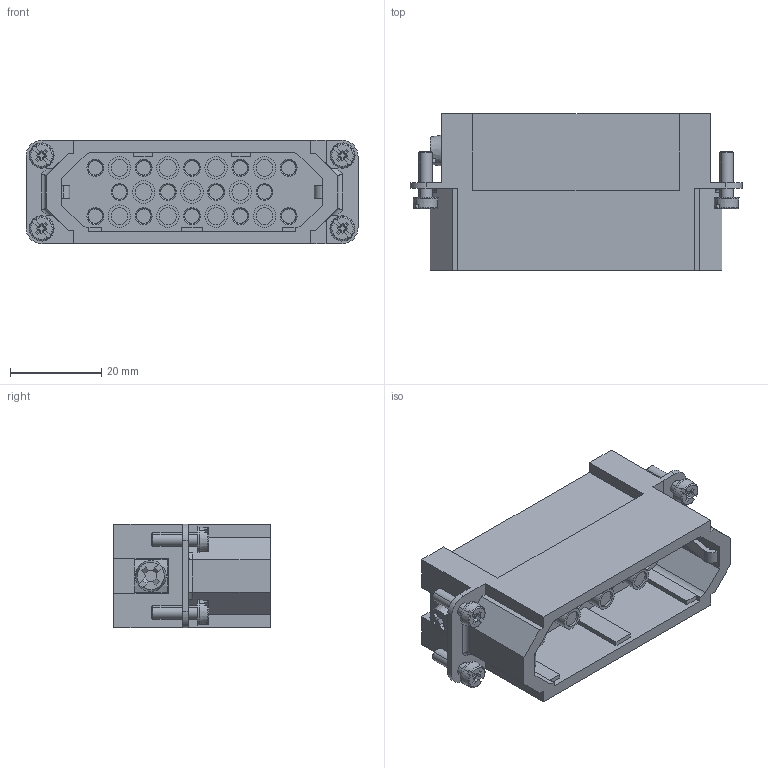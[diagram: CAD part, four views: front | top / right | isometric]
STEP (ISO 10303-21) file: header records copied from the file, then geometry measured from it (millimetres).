
FILE_DESCRIPTION(/* description */ (''),/* implementation_level */ '2;1');
FILE_NAME(/* name */ 'C146_10A025_500_2.stp',/* time_stamp */ '2016-04-12T10:47:27+02:00',/* author */ (''),/* organization */ (''),/* preprocessor_version */ 'ST-DEVELOPER v15',/* originating_system */ 'SIEMENS PLM Software NX 9.0',/* authorisation */ '');
FILE_SCHEMA (('CONFIG_CONTROL_DESIGN'));
Length unit declared in the file: millimetre
Products named in the file (1): c146 10a025 500 2nxm001-03
Bounding box: 72.8 x 34.3 x 22.8 mm (x, y, z)
Volume: 29247.6 mm3; surface area: 13212.1 mm2
Topology: 1 solids, 1 shells, 442 faces, 1053 edges, 690 vertices
Faces by surface type: plane 243, cylinder 110, cone 73, torus 16
Full cylindrical faces by diameter (mm): 3.5 x2, 3.7 x11, 4.5 x25, 4.9 x11
Entity records: 12987 total; most frequent: CARTESIAN_POINT 3085, DIRECTION 1979, ORIENTED_EDGE 1946, EDGE_CURVE 973, AXIS2_PLACEMENT_3D 754, VERTEX_POINT 688, EDGE_LOOP 601, LINE 471
